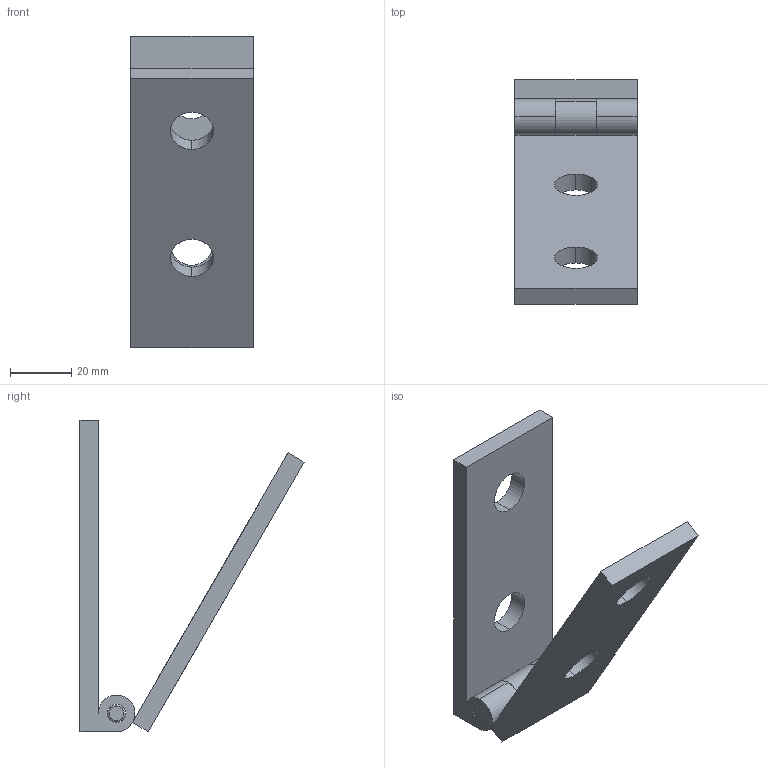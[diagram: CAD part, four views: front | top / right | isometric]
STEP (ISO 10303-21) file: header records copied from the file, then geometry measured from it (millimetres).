
FILE_DESCRIPTION(('TurboCAD Mac Pro'),'Build 980');
FILE_NAME('P1354.stp',' ',(''),(''),'ACIS Interop','IMSI','TurboCAD Mac Pro BY IMSI, INCORPORATED');
FILE_SCHEMA(('automotive_design'));
Length unit declared in the file: inch
Products named in the file (4): 1; 2; 3; 4
Bounding box: 40 x 73.4 x 102 mm (x, y, z)
Volume: 49919.3 mm3; surface area: 22876.2 mm2
Topology: 4 solids, 4 shells, 44 faces, 104 edges, 68 vertices
Faces by surface type: cylinder 22, plane 18, torus 4
Entity records: 1761 total; most frequent: DIRECTION 252, CARTESIAN_POINT 220, ORIENTED_EDGE 208, EDGE_CURVE 104, AXIS2_PLACEMENT_3D 100, VERTEX_POINT 68, EDGE_LOOP 58, LINE 52
